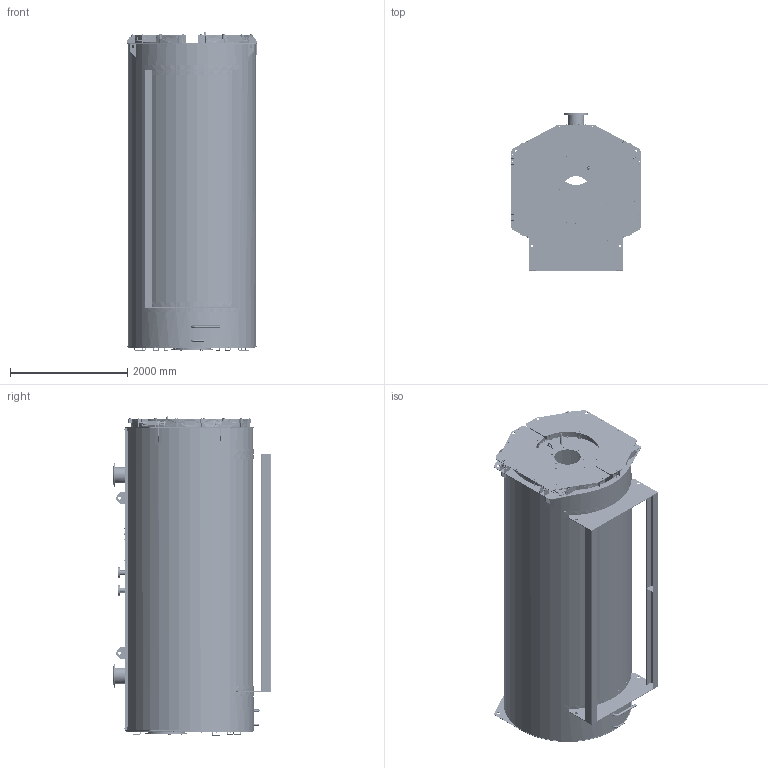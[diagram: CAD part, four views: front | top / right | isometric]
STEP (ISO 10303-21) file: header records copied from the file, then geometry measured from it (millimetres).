
FILE_DESCRIPTION(/* description */ (''),/* implementation_level */ '2;1');
FILE_NAME(/* name */ 'WH 5.stp',/* time_stamp */ '2023-03-30T17:53:15+07:00',/* author */ ('v.aleksandrov'),/* organization */ (''),/* preprocessor_version */ 'ST-DEVELOPER v18',/* originating_system */ 'Autodesk Inventor 2020',/* authorisation */ '');
FILE_SCHEMA (('CONFIG_CONTROL_DESIGN'));
Length unit declared in the file: millimetre
Products named in the file (1): WH 5
Bounding box: 2201 x 2680 x 5440.89 mm (x, y, z)
Volume: 2079099282 mm3; surface area: 113455790.1 mm2
Topology: 34 solids, 75 shells, 5856 faces, 15218 edges, 10126 vertices
Faces by surface type: plane 3253, cylinder 1782, cone 526, torus 192, bspline 103
Full cylindrical faces by diameter (mm): 4 x1, 5 x6, 6 x49, 7.8 x1, 8 x73, 8.4 x16, 8.8 x1, 9 x38, 10 x77, 11 x55, 12 x6, 13 x40, 14 x36, 15 x84, 16 x17, 17 x3, 18 x92, 19 x6, 20 x8, 21 x43, 22 x17, 24 x22, 25 x8, 26 x24, 27.1 x1, 28 x32, 30 x7, 33.5 x1, 35 x1, 36 x2
Entity records: 206593 total; most frequent: CARTESIAN_POINT 53554, DIRECTION 31085, ORIENTED_EDGE 30426, EDGE_CURVE 15237, AXIS2_PLACEMENT_3D 11578, VERTEX_POINT 10126, LINE 7929, VECTOR 7929
